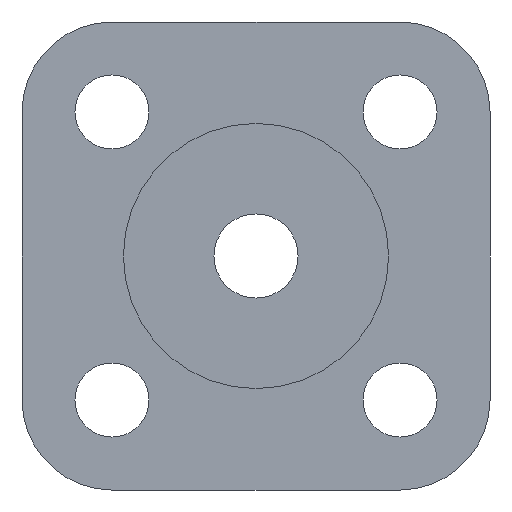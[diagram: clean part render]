
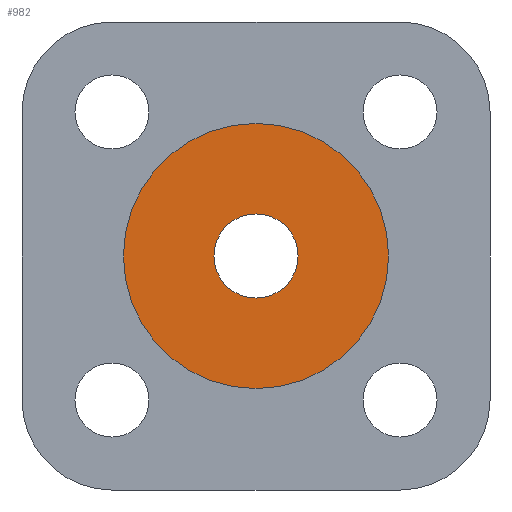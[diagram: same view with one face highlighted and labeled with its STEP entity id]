
A CAD part, front view. The second image highlights one B-rep face of the part: STEP entity #982.
In plain terms, the highlighted planar face has unit normal (0, -1, 0).
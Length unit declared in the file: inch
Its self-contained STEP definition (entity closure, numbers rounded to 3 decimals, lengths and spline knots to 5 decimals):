
#76 = EDGE_LOOP ( 'NONE', ( #341, #263 ) ) ;
#97 = CARTESIAN_POINT ( 'NONE',  ( 0., -0.1, 0.2505 ) ) ;
#128 = AXIS2_PLACEMENT_3D ( 'NONE', #319, #338, #336 ) ;
#156 = ORIENTED_EDGE ( 'NONE', *, *, #321, .T. ) ;
#157 = AXIS2_PLACEMENT_3D ( 'NONE', #928, #1242, #954 ) ;
#169 = AXIS2_PLACEMENT_3D ( 'NONE', #999, #996, #737 ) ;
#263 = ORIENTED_EDGE ( 'NONE', *, *, #763, .T. ) ;
#319 = CARTESIAN_POINT ( 'NONE',  ( 0., -0.1, 0. ) ) ;
#321 = EDGE_CURVE ( 'NONE', #669, #1068, #435, .T. ) ;
#331 = EDGE_CURVE ( 'NONE', #1257, #357, #694, .T. ) ;
#336 = DIRECTION ( 'NONE',  ( 0., 0., -1. ) ) ;
#338 = DIRECTION ( 'NONE',  ( 0., -1., 0. ) ) ;
#341 = ORIENTED_EDGE ( 'NONE', *, *, #331, .T. ) ;
#357 = VERTEX_POINT ( 'NONE', #904 ) ;
#435 = CIRCLE ( 'NONE', #169, 0.2505 ) ;
#564 = EDGE_CURVE ( 'NONE', #1068, #669, #685, .T. ) ;
#634 = CIRCLE ( 'NONE', #1173, 0.0795 ) ;
#661 = EDGE_LOOP ( 'NONE', ( #898, #156 ) ) ;
#669 = VERTEX_POINT ( 'NONE', #97 ) ;
#685 = CIRCLE ( 'NONE', #128, 0.2505 ) ;
#694 = CIRCLE ( 'NONE', #157, 0.0795 ) ;
#713 = FACE_BOUND ( 'NONE', #76, .T. ) ;
#737 = DIRECTION ( 'NONE',  ( 0., 0., -1. ) ) ;
#741 = AXIS2_PLACEMENT_3D ( 'NONE', #1017, #1012, #1011 ) ;
#763 = EDGE_CURVE ( 'NONE', #357, #1257, #634, .T. ) ;
#898 = ORIENTED_EDGE ( 'NONE', *, *, #564, .T. ) ;
#904 = CARTESIAN_POINT ( 'NONE',  ( 0., -0.1, -0.0795 ) ) ;
#928 = CARTESIAN_POINT ( 'NONE',  ( 0., -0.1, 0. ) ) ;
#954 = DIRECTION ( 'NONE',  ( 0., 0., -1. ) ) ;
#972 = CARTESIAN_POINT ( 'NONE',  ( 0., -0.1, 0.0795 ) ) ;
#979 = CARTESIAN_POINT ( 'NONE',  ( 0., -0.1, -0.2505 ) ) ;
#982 = ADVANCED_FACE ( 'NONE', ( #1039, #713 ), #1042, .T. ) ;
#996 = DIRECTION ( 'NONE',  ( 0., -1., 0. ) ) ;
#999 = CARTESIAN_POINT ( 'NONE',  ( 0., -0.1, 0. ) ) ;
#1011 = DIRECTION ( 'NONE',  ( 0., 0., -1. ) ) ;
#1012 = DIRECTION ( 'NONE',  ( 0., -1., 0. ) ) ;
#1017 = CARTESIAN_POINT ( 'NONE',  ( 0., -0.1, 0. ) ) ;
#1039 = FACE_OUTER_BOUND ( 'NONE', #661, .T. ) ;
#1042 = PLANE ( 'NONE',  #741 ) ;
#1068 = VERTEX_POINT ( 'NONE', #979 ) ;
#1173 = AXIS2_PLACEMENT_3D ( 'NONE', #1279, #1278, #1277 ) ;
#1242 = DIRECTION ( 'NONE',  ( 0., 1., 0. ) ) ;
#1257 = VERTEX_POINT ( 'NONE', #972 ) ;
#1277 = DIRECTION ( 'NONE',  ( 0., 0., -1. ) ) ;
#1278 = DIRECTION ( 'NONE',  ( 0., 1., 0. ) ) ;
#1279 = CARTESIAN_POINT ( 'NONE',  ( 0., -0.1, 0. ) ) ;
